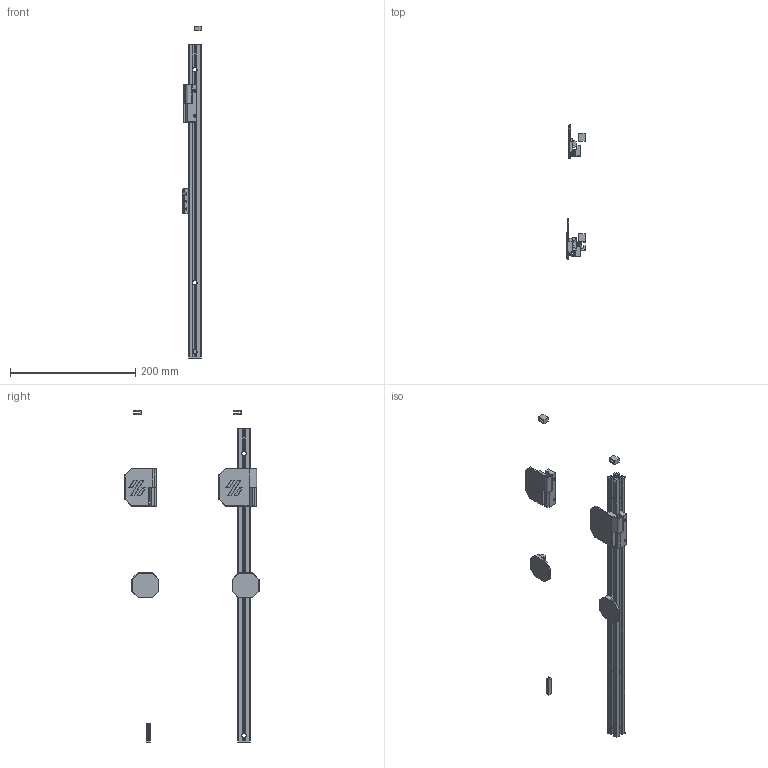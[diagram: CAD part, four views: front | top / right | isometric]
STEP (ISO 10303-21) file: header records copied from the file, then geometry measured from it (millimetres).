
FILE_DESCRIPTION(/* description */ (''),/* implementation_level */ '2;1');
FILE_NAME(/* name */ 'Chonk Door Hinge.step',/* time_stamp */ '2023-07-11T12:58:51-06:00',/* author */ (''),/* organization */ (''),/* preprocessor_version */ 'ST-DEVELOPER v19.2',/* originating_system */ 'Autodesk Translation Framework v12.6.0.85',/* authorisation */ '');
FILE_SCHEMA (('AUTOMOTIVE_DESIGN { 1 0 10303 214 3 1 1 }'));
Length unit declared in the file: millimetre
Products named in the file (13): Chonk Door Hinge; Hinge-Frame; Hinge-Door; Belt Clip; Handle Frame; Handle; Chonk Door Hinge 3mm panel v6; Hinge-Frame (1); Hinge-Door (1); Belt Clip (1); Handle (1); Handle Frame (1); Slot Cover
Assembly tree (12 placements, depth 4):
  Chonk Door Hinge
    Hinge-Frame
      Hinge-Door
    Belt Clip
    Handle Frame
    Handle
    Chonk Door Hinge 3mm panel v6
      Hinge-Frame (1)
        Hinge-Door (1)
      Belt Clip (1)
      Handle (1)
      Handle Frame (1)
      Slot Cover
Bounding box: 29 x 213.94 x 529.85 mm (x, y, z)
Volume: 148439.4 mm3; surface area: 123761.8 mm2
Topology: 12 solids, 12 shells, 566 faces, 1552 edges, 998 vertices
Faces by surface type: plane 461, cylinder 94, cone 7, bspline 4
Full cylindrical faces by diameter (mm): 3 x2, 3.3 x4, 4.134 x1, 4.2 x4, 4.25 x2, 6 x2, 7.35 x9
Entity records: 18521 total; most frequent: CARTESIAN_POINT 3601, ORIENTED_EDGE 3104, DIRECTION 2980, EDGE_CURVE 1552, LINE 1218, VECTOR 1218, VERTEX_POINT 998, AXIS2_PLACEMENT_3D 881
